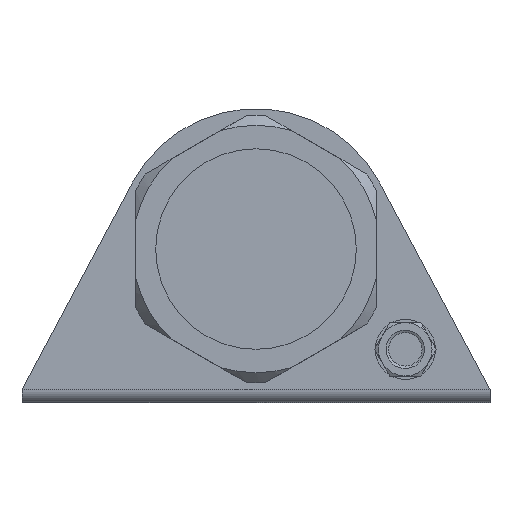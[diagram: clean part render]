
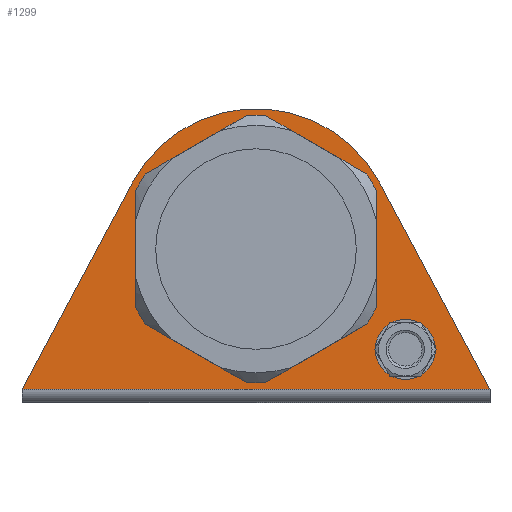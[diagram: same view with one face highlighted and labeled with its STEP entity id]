
A CAD part, left-side view. The second image highlights one B-rep face of the part: STEP entity #1299.
In plain terms, the highlighted face is planar.
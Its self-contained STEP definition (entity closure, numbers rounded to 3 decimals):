
#1299=ADVANCED_FACE('',(#47707,#47709,#47711),#47713,.F.);
#47707=FACE_BOUND('',#47708,.T.);
#47708=EDGE_LOOP('',(#50117,#50118,#50119,#50120));
#47709=FACE_BOUND('',#47710,.T.);
#47710=EDGE_LOOP('',(#50121));
#47711=FACE_BOUND('',#47712,.T.);
#47712=EDGE_LOOP('',(#50122));
#47713=PLANE('',#47714);
#47714=AXIS2_PLACEMENT_3D('',#47715,#47716,#47717);
#47715=CARTESIAN_POINT('',(0.,0.,0.));
#47716=DIRECTION('',(0.,1.,0.));
#47717=DIRECTION('',(-1.,0.,0.));
#50117=ORIENTED_EDGE('',*,*,#51071,.F.);
#50118=ORIENTED_EDGE('',*,*,#51072,.F.);
#50119=ORIENTED_EDGE('',*,*,#51073,.F.);
#50120=ORIENTED_EDGE('',*,*,#51062,.T.);
#50121=ORIENTED_EDGE('',*,*,#51074,.T.);
#50122=ORIENTED_EDGE('',*,*,#51075,.T.);
#51062=EDGE_CURVE('',#52621,#52619,#52622,.T.);
#51071=EDGE_CURVE('',#52633,#52619,#52634,.T.);
#51072=EDGE_CURVE('',#52635,#52633,#52636,.T.);
#51073=EDGE_CURVE('',#52621,#52635,#52637,.T.);
#51074=EDGE_CURVE('',#52638,#52638,#52639,.T.);
#51075=EDGE_CURVE('',#52640,#52640,#52641,.T.);
#52619=VERTEX_POINT('',#76787);
#52621=VERTEX_POINT('',#76792);
#52622=LINE('',#76793,#76794);
#52633=VERTEX_POINT('',#76825);
#52634=LINE('',#76826,#76827);
#52635=VERTEX_POINT('',#76829);
#52636=CIRCLE('',#76830,21.);
#52637=LINE('',#76834,#76835);
#52638=VERTEX_POINT('',#76837);
#52639=CIRCLE('',#76838,15.);
#52640=VERTEX_POINT('',#76842);
#52641=CIRCLE('',#76843,2.6);
#76787=CARTESIAN_POINT('',(35.,0.,-21.));
#76792=CARTESIAN_POINT('',(-35.,0.,-21.));
#76793=CARTESIAN_POINT('',(-35.,0.,-21.));
#76794=VECTOR('',#76795,1.);
#76795=DIRECTION('',(1.,0.,0.));
#76825=CARTESIAN_POINT('',(18.529,0.,9.882));
#76826=CARTESIAN_POINT('',(18.529,0.,9.882));
#76827=VECTOR('',#76828,1.);
#76828=DIRECTION('',(0.471,0.,-0.882));
#76829=CARTESIAN_POINT('',(-18.529,0.,9.882));
#76830=AXIS2_PLACEMENT_3D('',#76831,#76832,#76833);
#76831=CARTESIAN_POINT('',(0.,0.,0.));
#76832=DIRECTION('',(0.,1.,0.));
#76833=DIRECTION('',(-0.882,0.,0.471));
#76834=CARTESIAN_POINT('',(-35.,0.,-21.));
#76835=VECTOR('',#76836,1.);
#76836=DIRECTION('',(0.471,0.,0.882));
#76837=CARTESIAN_POINT('',(-15.,0.,0.));
#76838=AXIS2_PLACEMENT_3D('',#76839,#76840,#76841);
#76839=CARTESIAN_POINT('',(0.,0.,0.));
#76840=DIRECTION('',(0.,1.,0.));
#76841=DIRECTION('',(-1.,0.,0.));
#76842=CARTESIAN_POINT('',(19.733,0.,-15.));
#76843=AXIS2_PLACEMENT_3D('',#76844,#76845,#76846);
#76844=CARTESIAN_POINT('',(22.333,0.,-15.));
#76845=DIRECTION('',(0.,1.,0.));
#76846=DIRECTION('',(-1.,0.,0.));
